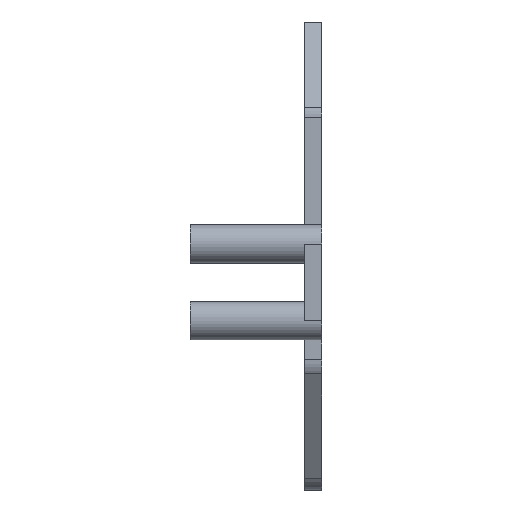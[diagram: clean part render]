
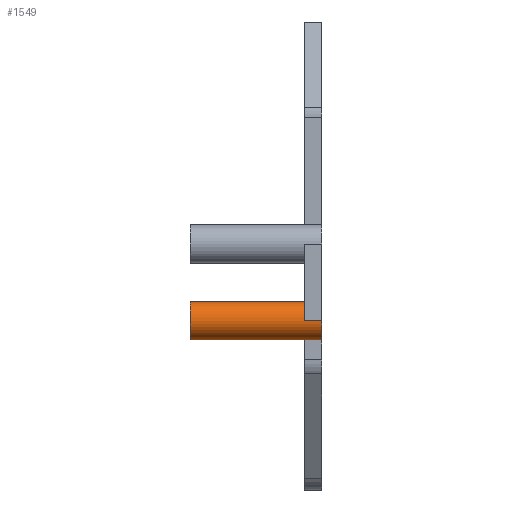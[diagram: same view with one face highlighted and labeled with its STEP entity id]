
A CAD part, left-side view. The second image highlights one B-rep face of the part: STEP entity #1549.
In plain terms, the highlighted cylindrical face has radius 2 mm (diameter 4 mm), a partial arc.
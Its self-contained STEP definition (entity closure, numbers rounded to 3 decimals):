
#6 = EDGE_CURVE ( 'NONE', #1134, #533, #694, .T. ) ;
#32 = EDGE_CURVE ( 'NONE', #1344, #1520, #1479, .T. ) ;
#36 = CARTESIAN_POINT ( 'NONE',  ( -46.556, -0.889, -43.135 ) ) ;
#38 = CARTESIAN_POINT ( 'NONE',  ( -46.556, 12.889, -41.135 ) ) ;
#53 = DIRECTION ( 'NONE',  ( 0., -1., 0. ) ) ;
#59 = LINE ( 'NONE', #1631, #350 ) ;
#87 = CARTESIAN_POINT ( 'NONE',  ( -46.556, 36.003, -39.135 ) ) ;
#129 = EDGE_CURVE ( 'NONE', #1195, #326, #1310, .T. ) ;
#131 = EDGE_CURVE ( 'NONE', #808, #533, #59, .T. ) ;
#170 = EDGE_CURVE ( 'NONE', #1195, #1134, #1435, .T. ) ;
#208 = ORIENTED_EDGE ( 'NONE', *, *, #129, .T. ) ;
#281 = DIRECTION ( 'NONE',  ( 0., 0., -1. ) ) ;
#326 = VERTEX_POINT ( 'NONE', #1330 ) ;
#343 = ORIENTED_EDGE ( 'NONE', *, *, #32, .F. ) ;
#350 = VECTOR ( 'NONE', #1373, 1000. ) ;
#366 = CARTESIAN_POINT ( 'NONE',  ( -46.556, 0.889, -43.135 ) ) ;
#391 = ORIENTED_EDGE ( 'NONE', *, *, #1355, .T. ) ;
#468 = DIRECTION ( 'NONE',  ( 0., -1., 0. ) ) ;
#481 = VECTOR ( 'NONE', #1130, 1000. ) ;
#488 = AXIS2_PLACEMENT_3D ( 'NONE', #1351, #922, #281 ) ;
#522 = CARTESIAN_POINT ( 'NONE',  ( -48.556, 0.889, -41.135 ) ) ;
#533 = VERTEX_POINT ( 'NONE', #36 ) ;
#602 = AXIS2_PLACEMENT_3D ( 'NONE', #1258, #730, #1264 ) ;
#634 = AXIS2_PLACEMENT_3D ( 'NONE', #960, #53, #827 ) ;
#660 = AXIS2_PLACEMENT_3D ( 'NONE', #38, #1665, #1504 ) ;
#694 = CIRCLE ( 'NONE', #634, 2. ) ;
#707 = CARTESIAN_POINT ( 'NONE',  ( -46.556, 36.003, -43.135 ) ) ;
#714 = LINE ( 'NONE', #707, #1680 ) ;
#730 = DIRECTION ( 'NONE',  ( 0., 1., 0. ) ) ;
#770 = ORIENTED_EDGE ( 'NONE', *, *, #131, .T. ) ;
#808 = VERTEX_POINT ( 'NONE', #366 ) ;
#827 = DIRECTION ( 'NONE',  ( 0., 0., -1. ) ) ;
#840 = CARTESIAN_POINT ( 'NONE',  ( -46.556, 12.889, -43.135 ) ) ;
#860 = VECTOR ( 'NONE', #468, 1000. ) ;
#922 = DIRECTION ( 'NONE',  ( 0., -1., 0. ) ) ;
#960 = CARTESIAN_POINT ( 'NONE',  ( -46.556, -0.889, -41.135 ) ) ;
#967 = EDGE_CURVE ( 'NONE', #1520, #326, #1169, .T. ) ;
#988 = DIRECTION ( 'NONE',  ( 0., -1., 0. ) ) ;
#1006 = ORIENTED_EDGE ( 'NONE', *, *, #967, .F. ) ;
#1070 = ORIENTED_EDGE ( 'NONE', *, *, #6, .F. ) ;
#1130 = DIRECTION ( 'NONE',  ( 0., -1., 0. ) ) ;
#1134 = VERTEX_POINT ( 'NONE', #1223 ) ;
#1156 = CARTESIAN_POINT ( 'NONE',  ( -48.556, 36.003, -41.135 ) ) ;
#1169 = LINE ( 'NONE', #87, #860 ) ;
#1195 = VERTEX_POINT ( 'NONE', #522 ) ;
#1223 = CARTESIAN_POINT ( 'NONE',  ( -48.556, -0.889, -41.135 ) ) ;
#1258 = CARTESIAN_POINT ( 'NONE',  ( -46.556, 0.889, -41.135 ) ) ;
#1264 = DIRECTION ( 'NONE',  ( 0., 0., 1. ) ) ;
#1298 = EDGE_LOOP ( 'NONE', ( #1006, #343, #391, #770, #1070, #1476, #208 ) ) ;
#1310 = CIRCLE ( 'NONE', #602, 2. ) ;
#1330 = CARTESIAN_POINT ( 'NONE',  ( -46.556, 0.889, -39.135 ) ) ;
#1344 = VERTEX_POINT ( 'NONE', #840 ) ;
#1351 = CARTESIAN_POINT ( 'NONE',  ( -46.556, 36.003, -41.135 ) ) ;
#1355 = EDGE_CURVE ( 'NONE', #1344, #808, #714, .T. ) ;
#1373 = DIRECTION ( 'NONE',  ( 0., -1., 0. ) ) ;
#1402 = CARTESIAN_POINT ( 'NONE',  ( -46.556, 12.889, -39.135 ) ) ;
#1435 = LINE ( 'NONE', #1156, #481 ) ;
#1476 = ORIENTED_EDGE ( 'NONE', *, *, #170, .F. ) ;
#1479 = CIRCLE ( 'NONE', #660, 2. ) ;
#1486 = CYLINDRICAL_SURFACE ( 'NONE', #488, 2. ) ;
#1504 = DIRECTION ( 'NONE',  ( 0., 0., 1. ) ) ;
#1520 = VERTEX_POINT ( 'NONE', #1402 ) ;
#1549 = ADVANCED_FACE ( 'NONE', ( #1629 ), #1486, .T. ) ;
#1629 = FACE_OUTER_BOUND ( 'NONE', #1298, .T. ) ;
#1631 = CARTESIAN_POINT ( 'NONE',  ( -46.556, 36.003, -43.135 ) ) ;
#1665 = DIRECTION ( 'NONE',  ( 0., 1., 0. ) ) ;
#1680 = VECTOR ( 'NONE', #988, 1000. ) ;
